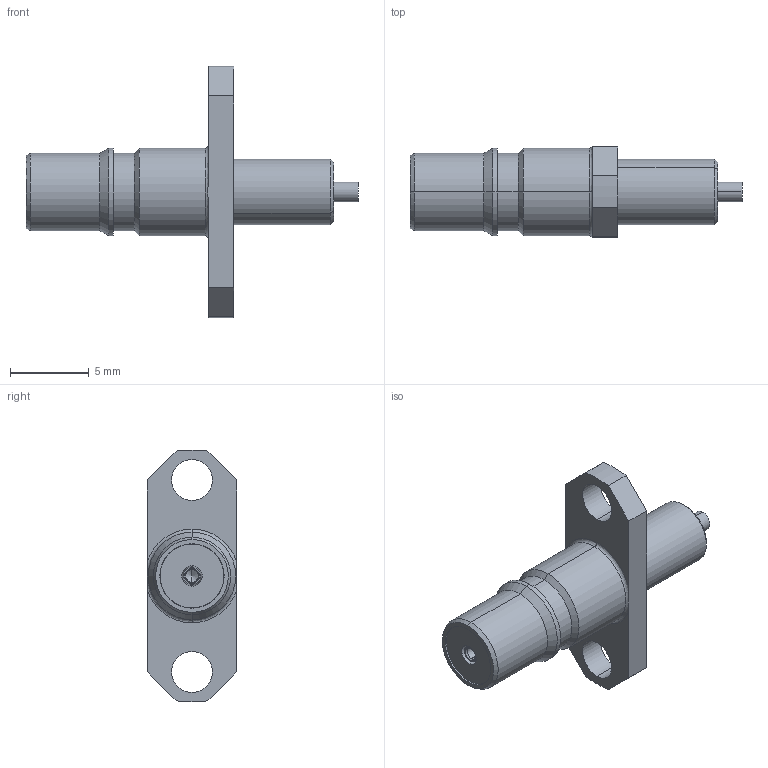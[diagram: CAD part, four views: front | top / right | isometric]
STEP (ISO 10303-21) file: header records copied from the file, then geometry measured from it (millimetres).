
FILE_DESCRIPTION (( 'STEP AP214' ), '1' );
FILE_NAME ('FMCN5185_3D.step', '2024-07-31T17:10:28', ( '' ), ( '' ), 'SwSTEP 2.0', 'SolidWorks 2022', '' );
FILE_SCHEMA (( 'AUTOMOTIVE_DESIGN' ));
Length unit declared in the file: inch
Products named in the file (4): Copy of 3^FMCN5185; FMCN5185_3D; Copy of 1^FMCN5185; Copy of 2^FMCN5185
Assembly tree (3 placements, depth 2):
  FMCN5185_3D
    Copy of 1^FMCN5185
    Copy of 2^FMCN5185
    Copy of 3^FMCN5185
Bounding box: 21.1 x 5.7 x 15.99 mm (x, y, z)
Volume: 445.7 mm3; surface area: 1023.8 mm2
Topology: 3 solids, 3 shells, 179 faces, 472 edges, 301 vertices
Faces by surface type: plane 85, cylinder 68, cone 24, bspline 2
Entity records: 8209 total; most frequent: CARTESIAN_POINT 1430, ORIENTED_EDGE 940, DIRECTION 856, EDGE_CURVE 470, AXIS2_PLACEMENT_3D 341, VERTEX_POINT 301, EDGE_LOOP 191, UNCERTAINTY_MEASURE_WITH_UNIT 189
